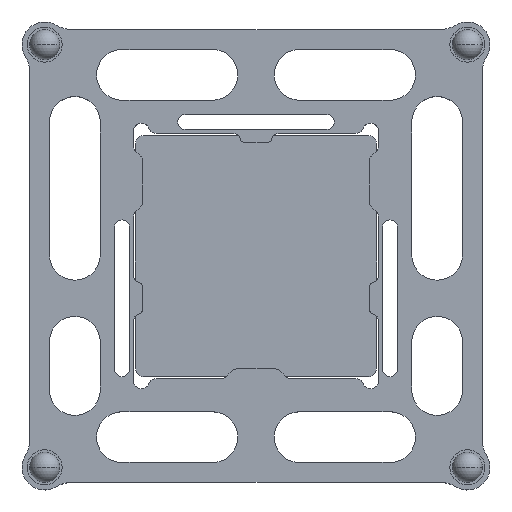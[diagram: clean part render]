
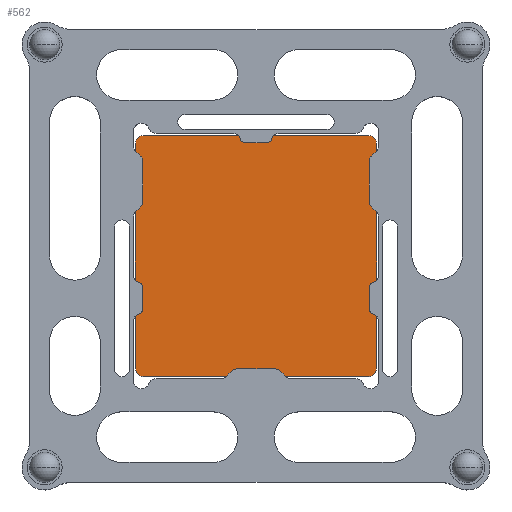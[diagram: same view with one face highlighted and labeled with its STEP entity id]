
A CAD part, top view. The second image highlights one B-rep face of the part: STEP entity #562.
In plain terms, the highlighted planar face has unit normal (0, 0, 1).
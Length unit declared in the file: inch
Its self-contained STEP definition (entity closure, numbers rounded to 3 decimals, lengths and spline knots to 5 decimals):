
#113 = ORIENTED_EDGE ( 'NONE', *, *, #6481, .F. ) ;
#270 = CARTESIAN_POINT ( 'NONE',  ( -0.92126, 1., 0.25 ) ) ;
#434 = CIRCLE ( 'NONE', #8025, 0.07874 ) ;
#562 = ADVANCED_FACE ( 'NONE', ( #5041 ), #8119, .T. ) ;
#650 = CARTESIAN_POINT ( 'NONE',  ( -1., 0.92126, 0.25 ) ) ;
#780 = EDGE_CURVE ( 'NONE', #9184, #4842, #7951, .T. ) ;
#931 = ORIENTED_EDGE ( 'NONE', *, *, #3791, .T. ) ;
#1030 = CARTESIAN_POINT ( 'NONE',  ( 1., -0.92126, 0.25 ) ) ;
#1110 = DIRECTION ( 'NONE',  ( 1., 0., 0. ) ) ;
#1237 = DIRECTION ( 'NONE',  ( 0., 0., 1. ) ) ;
#1400 = EDGE_CURVE ( 'NONE', #5165, #7657, #434, .T. ) ;
#1476 = DIRECTION ( 'NONE',  ( 0., 0., 1. ) ) ;
#1495 = CIRCLE ( 'NONE', #9275, 0.07874 ) ;
#2118 = EDGE_CURVE ( 'NONE', #7153, #4896, #1495, .T. ) ;
#2438 = CARTESIAN_POINT ( 'NONE',  ( -1., -0.92126, 0.25 ) ) ;
#2534 = CARTESIAN_POINT ( 'NONE',  ( 1., 1., 0.25 ) ) ;
#2632 = EDGE_CURVE ( 'NONE', #9184, #9346, #3716, .T. ) ;
#2649 = VECTOR ( 'NONE', #7189, 39.37008 ) ;
#2699 = ORIENTED_EDGE ( 'NONE', *, *, #2118, .T. ) ;
#2759 = AXIS2_PLACEMENT_3D ( 'NONE', #8331, #1476, #9243 ) ;
#2840 = CARTESIAN_POINT ( 'NONE',  ( 0., 0., 0.25 ) ) ;
#3415 = CARTESIAN_POINT ( 'NONE',  ( -1., -1., 0.25 ) ) ;
#3445 = AXIS2_PLACEMENT_3D ( 'NONE', #2840, #1237, #5234 ) ;
#3515 = DIRECTION ( 'NONE',  ( 0., 1., 0. ) ) ;
#3716 = CIRCLE ( 'NONE', #2759, 0.07874 ) ;
#3751 = ORIENTED_EDGE ( 'NONE', *, *, #7854, .F. ) ;
#3791 = EDGE_CURVE ( 'NONE', #9539, #4842, #8077, .T. ) ;
#3857 = DIRECTION ( 'NONE',  ( 1., 0., 0. ) ) ;
#4115 = CARTESIAN_POINT ( 'NONE',  ( 1., -1., 0.25 ) ) ;
#4198 = LINE ( 'NONE', #3415, #4297 ) ;
#4212 = DIRECTION ( 'NONE',  ( 1., 0., 0. ) ) ;
#4272 = CARTESIAN_POINT ( 'NONE',  ( -0.92126, -1., 0.25 ) ) ;
#4297 = VECTOR ( 'NONE', #3515, 39.37008 ) ;
#4841 = AXIS2_PLACEMENT_3D ( 'NONE', #7127, #5791, #4212 ) ;
#4842 = VERTEX_POINT ( 'NONE', #1030 ) ;
#4896 = VERTEX_POINT ( 'NONE', #4272 ) ;
#4997 = ORIENTED_EDGE ( 'NONE', *, *, #1400, .T. ) ;
#5041 = FACE_OUTER_BOUND ( 'NONE', #7918, .T. ) ;
#5108 = DIRECTION ( 'NONE',  ( 0., 0., 1. ) ) ;
#5165 = VERTEX_POINT ( 'NONE', #270 ) ;
#5234 = DIRECTION ( 'NONE',  ( 1., 0., 0. ) ) ;
#5443 = CARTESIAN_POINT ( 'NONE',  ( -0.92126, 0.92126, 0.25 ) ) ;
#5791 = DIRECTION ( 'NONE',  ( 0., 0., 1. ) ) ;
#5915 = CARTESIAN_POINT ( 'NONE',  ( -0.92126, -0.92126, 0.25 ) ) ;
#5977 = CARTESIAN_POINT ( 'NONE',  ( 1., -1., 0.25 ) ) ;
#6037 = VECTOR ( 'NONE', #9075, 39.37008 ) ;
#6364 = VECTOR ( 'NONE', #8746, 39.37008 ) ;
#6481 = EDGE_CURVE ( 'NONE', #5165, #9346, #6496, .T. ) ;
#6496 = LINE ( 'NONE', #2534, #6364 ) ;
#6773 = EDGE_CURVE ( 'NONE', #9539, #4896, #9823, .T. ) ;
#7127 = CARTESIAN_POINT ( 'NONE',  ( 0.92126, -0.92126, 0.25 ) ) ;
#7153 = VERTEX_POINT ( 'NONE', #2438 ) ;
#7189 = DIRECTION ( 'NONE',  ( 0., -1., 0. ) ) ;
#7392 = ORIENTED_EDGE ( 'NONE', *, *, #2632, .T. ) ;
#7472 = CARTESIAN_POINT ( 'NONE',  ( 0.92126, 1., 0.25 ) ) ;
#7657 = VERTEX_POINT ( 'NONE', #650 ) ;
#7854 = EDGE_CURVE ( 'NONE', #7153, #7657, #4198, .T. ) ;
#7918 = EDGE_LOOP ( 'NONE', ( #3751, #2699, #9103, #931, #8067, #7392, #113, #4997 ) ) ;
#7951 = LINE ( 'NONE', #4115, #2649 ) ;
#8025 = AXIS2_PLACEMENT_3D ( 'NONE', #5443, #9934, #3857 ) ;
#8067 = ORIENTED_EDGE ( 'NONE', *, *, #780, .F. ) ;
#8077 = CIRCLE ( 'NONE', #4841, 0.07874 ) ;
#8119 = PLANE ( 'NONE',  #3445 ) ;
#8128 = CARTESIAN_POINT ( 'NONE',  ( 0.92126, -1., 0.25 ) ) ;
#8331 = CARTESIAN_POINT ( 'NONE',  ( 0.92126, 0.92126, 0.25 ) ) ;
#8746 = DIRECTION ( 'NONE',  ( 1., 0., 0. ) ) ;
#9075 = DIRECTION ( 'NONE',  ( -1., 0., 0. ) ) ;
#9103 = ORIENTED_EDGE ( 'NONE', *, *, #6773, .F. ) ;
#9184 = VERTEX_POINT ( 'NONE', #9844 ) ;
#9243 = DIRECTION ( 'NONE',  ( 1., 0., 0. ) ) ;
#9275 = AXIS2_PLACEMENT_3D ( 'NONE', #5915, #5108, #1110 ) ;
#9346 = VERTEX_POINT ( 'NONE', #7472 ) ;
#9539 = VERTEX_POINT ( 'NONE', #8128 ) ;
#9823 = LINE ( 'NONE', #5977, #6037 ) ;
#9844 = CARTESIAN_POINT ( 'NONE',  ( 1., 0.92126, 0.25 ) ) ;
#9934 = DIRECTION ( 'NONE',  ( 0., 0., 1. ) ) ;
